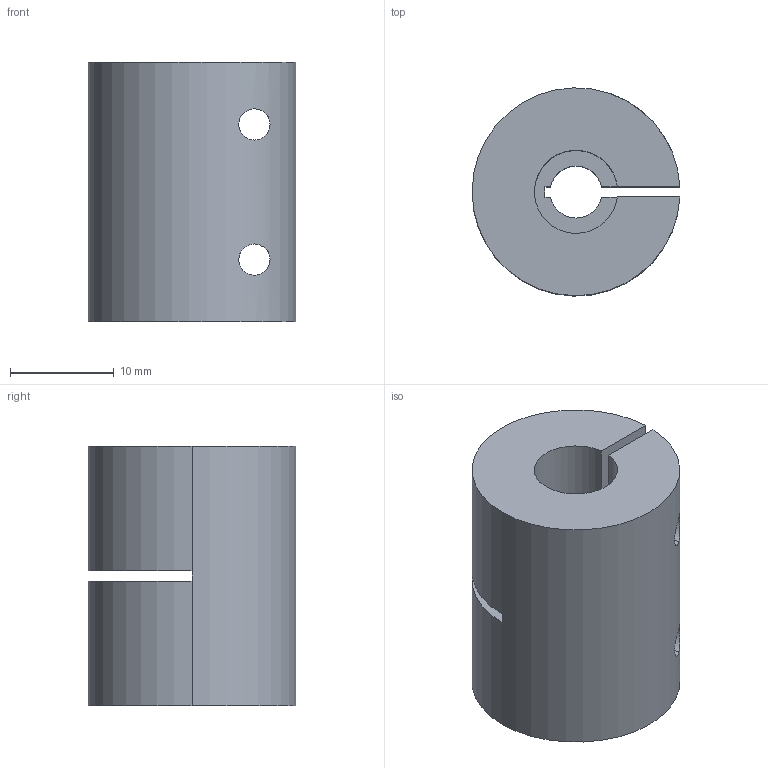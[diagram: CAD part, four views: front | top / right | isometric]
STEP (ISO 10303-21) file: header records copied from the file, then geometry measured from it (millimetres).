
FILE_DESCRIPTION (( 'STEP AP203' ), '1' );
FILE_NAME ('khop noi 5-8.STEP', '2019-12-16T08:42:33', ( '21AK22' ), ( '' ), 'SwSTEP 2.0', 'SolidWorks 2019', '' );
FILE_SCHEMA (( 'CONFIG_CONTROL_DESIGN' ));
Length unit declared in the file: millimetre
Products named in the file (1): khop noi 5-8
Bounding box: 19.99 x 19.99 x 25 mm (x, y, z)
Volume: 6223.3 mm3; surface area: 3456.9 mm2
Topology: 1 solids, 1 shells, 32 faces, 82 edges, 54 vertices
Faces by surface type: cylinder 18, plane 14
Entity records: 1277 total; most frequent: CARTESIAN_POINT 389, DIRECTION 170, ORIENTED_EDGE 164, EDGE_CURVE 82, AXIS2_PLACEMENT_3D 63, VERTEX_POINT 54, LINE 44, VECTOR 44
